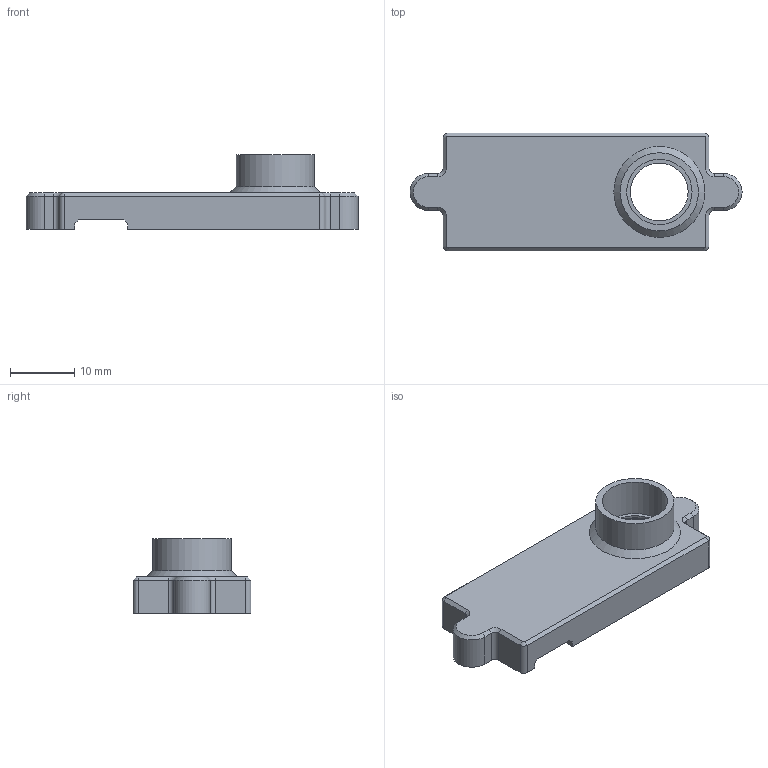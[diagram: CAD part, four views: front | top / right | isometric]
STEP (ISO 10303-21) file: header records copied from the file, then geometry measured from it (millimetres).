
FILE_DESCRIPTION(/* description */ (''),/* implementation_level */ '2;1');
FILE_NAME(/* name */ 'Power Switch v4.step',/* time_stamp */ '2022-01-10T13:29:35+01:00',/* author */ (''),/* organization */ (''),/* preprocessor_version */ 'ST-DEVELOPER v18.1',/* originating_system */ 'Autodesk Translation Framework v10.10.0.1391',/* authorisation */ '');
FILE_SCHEMA (('AUTOMOTIVE_DESIGN { 1 0 10303 214 3 1 1 }'));
Length unit declared in the file: millimetre
Products named in the file (1): Power Switch
Bounding box: 51.8 x 18.4 x 11.7 mm (x, y, z)
Volume: 1967.3 mm3; surface area: 3314.3 mm2
Topology: 1 solids, 1 shells, 99 faces, 251 edges, 160 vertices
Faces by surface type: plane 70, cylinder 17, cone 12
Full cylindrical faces by diameter (mm): 1.3 x2, 3.2 x2, 9 x1, 10.2 x1, 12.2 x1
Entity records: 2979 total; most frequent: CARTESIAN_POINT 511, ORIENTED_EDGE 502, DIRECTION 497, EDGE_CURVE 251, LINE 205, VECTOR 205, VERTEX_POINT 160, AXIS2_PLACEMENT_3D 146
